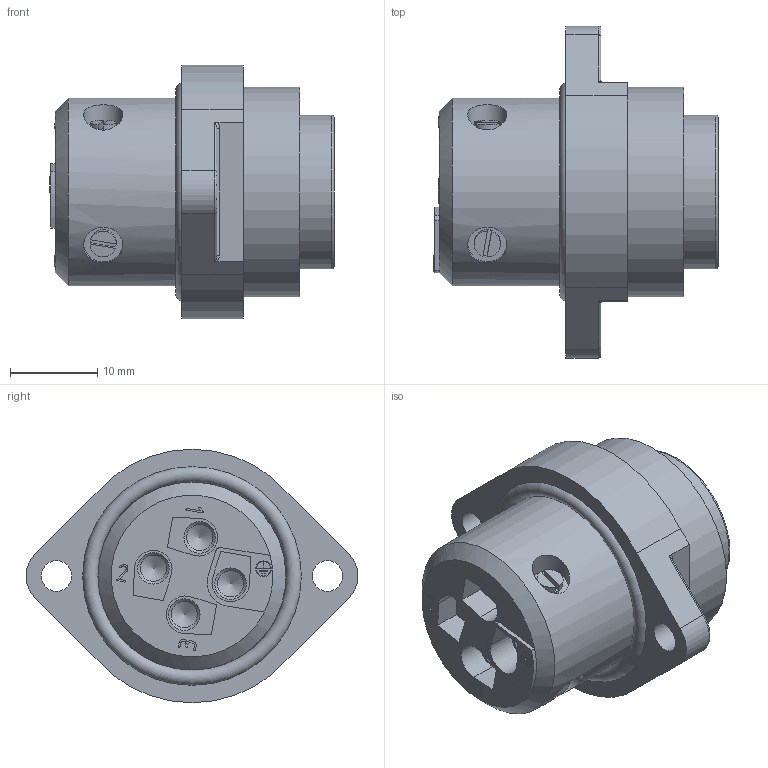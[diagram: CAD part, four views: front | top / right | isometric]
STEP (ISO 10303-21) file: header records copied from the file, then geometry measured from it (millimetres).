
FILE_DESCRIPTION(/* description */ (''),/* implementation_level */ '2;1');
FILE_NAME(/* name */ '09-0211-00-04_bg.stp',/* time_stamp */ '2010-10-18T10:44:39+02:00',/* author */ (''),/* organization */ (''),/* preprocessor_version */ 'ST-DEVELOPER v11',/* originating_system */ 'UGS - NX 5.0',/* authorisation */ '');
FILE_SCHEMA (('CONFIG_CONTROL_DESIGN'));
Length unit declared in the file: millimetre
Products named in the file (1): kborA144h41p
Bounding box: 32.51 x 37.97 x 29 mm (x, y, z)
Volume: 11104.2 mm3; surface area: 5639.3 mm2
Topology: 1 solids, 1 shells, 278 faces, 718 edges, 473 vertices
Faces by surface type: plane 156, cylinder 48, extrusion 46, cone 14, sphere 5, torus 5, bspline 4
Full cylindrical faces by diameter (mm): 1.8 x2, 2 x4, 3 x8, 3.5 x2, 4.5 x4, 13.7 x1, 17.6 x1, 21.5 x1, 24 x1
Entity records: 8719 total; most frequent: CARTESIAN_POINT 2436, ORIENTED_EDGE 1268, DIRECTION 1122, EDGE_CURVE 634, VERTEX_POINT 443, VECTOR 398, EDGE_LOOP 363, AXIS2_PLACEMENT_3D 362
